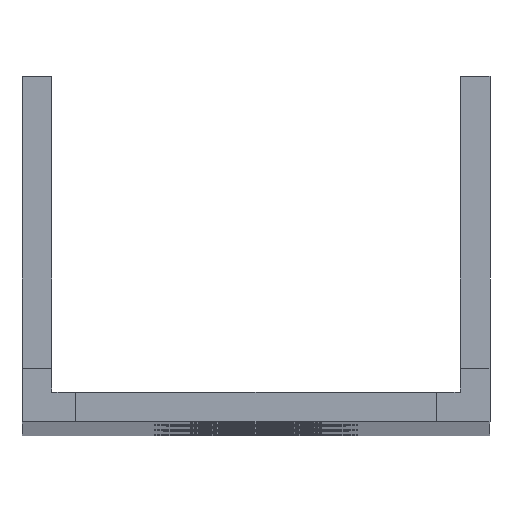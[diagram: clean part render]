
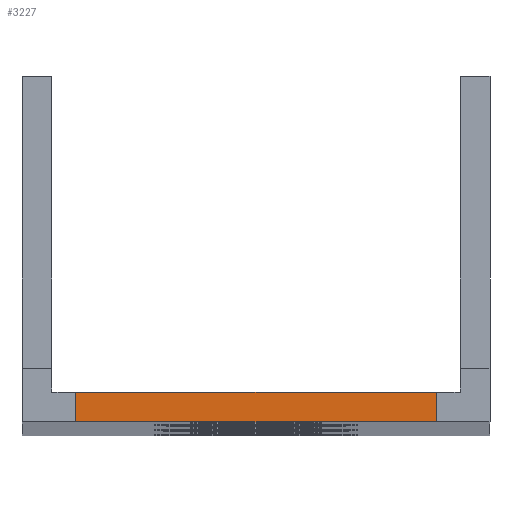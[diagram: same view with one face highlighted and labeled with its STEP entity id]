
A CAD part, top view. The second image highlights one B-rep face of the part: STEP entity #3227.
In plain terms, the highlighted planar face has unit normal (0, 0, 1).
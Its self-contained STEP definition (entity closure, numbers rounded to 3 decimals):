
#418=FACE_OUTER_BOUND('',#700,.T.);
#700=EDGE_LOOP('',(#2434,#2435,#2436,#2437));
#847=LINE('',#4654,#1115);
#911=LINE('',#5003,#1179);
#969=LINE('',#5248,#1237);
#970=LINE('',#5250,#1238);
#1115=VECTOR('',#3727,10.);
#1179=VECTOR('',#4019,10.);
#1237=VECTOR('',#4215,10.);
#1238=VECTOR('',#4218,10.);
#1383=VERTEX_POINT('',#4651);
#1384=VERTEX_POINT('',#4653);
#1554=VERTEX_POINT('',#5000);
#1555=VERTEX_POINT('',#5002);
#1679=EDGE_CURVE('',#1383,#1384,#847,.T.);
#1853=EDGE_CURVE('',#1555,#1554,#911,.T.);
#1977=EDGE_CURVE('',#1554,#1384,#969,.T.);
#1978=EDGE_CURVE('',#1383,#1555,#970,.T.);
#2434=ORIENTED_EDGE('',*,*,#1977,.T.);
#2435=ORIENTED_EDGE('',*,*,#1679,.F.);
#2436=ORIENTED_EDGE('',*,*,#1978,.T.);
#2437=ORIENTED_EDGE('',*,*,#1853,.T.);
#3014=PLANE('',#3576);
#3227=ADVANCED_FACE('',(#418),#3014,.F.);
#3576=AXIS2_PLACEMENT_3D('',#5249,#4216,#4217);
#3727=DIRECTION('',(-1.,0.,0.));
#4019=DIRECTION('',(-1.,0.,0.));
#4215=DIRECTION('',(0.,-1.,0.));
#4216=DIRECTION('center_axis',(0.,0.,
-1.));
#4217=DIRECTION('ref_axis',(-1.,0.,0.));
#4218=DIRECTION('',(0.,1.,0.));
#4651=CARTESIAN_POINT('',(-29.365,0.,0.));
#4653=CARTESIAN_POINT('',(-59.635,0.,0.));
#4654=CARTESIAN_POINT('',(0.,0.,0.));
#5000=CARTESIAN_POINT('',(-59.635,2.5,0.));
#5002=CARTESIAN_POINT('',(-29.365,2.5,0.));
#5003=CARTESIAN_POINT('',(0.,2.5,0.));
#5248=CARTESIAN_POINT('',(-59.635,1.25,0.));
#5249=CARTESIAN_POINT('Origin',(-20.615,4.5,0.));
#5250=CARTESIAN_POINT('',(-29.365,1.25,0.));
